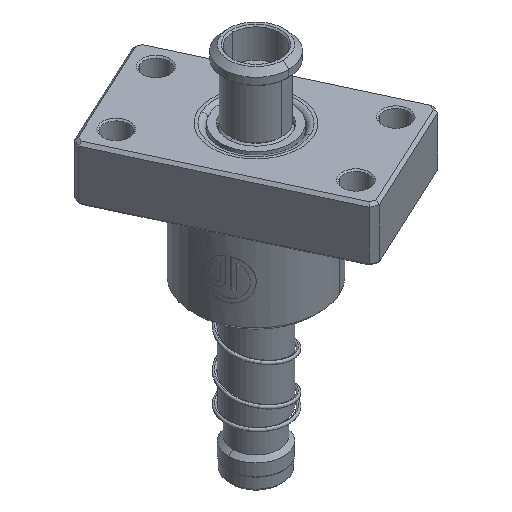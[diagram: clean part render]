
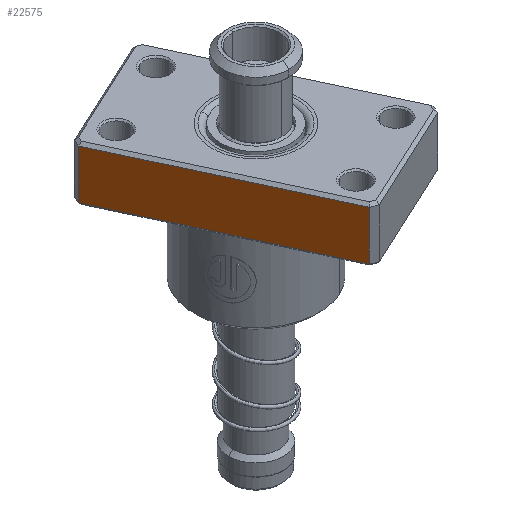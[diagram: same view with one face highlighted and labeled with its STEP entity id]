
A CAD part, isometric view. The second image highlights one B-rep face of the part: STEP entity #22575.
In plain terms, the highlighted face is planar.
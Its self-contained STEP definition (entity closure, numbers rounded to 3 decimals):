
#3257 = CARTESIAN_POINT ( 'NONE',  ( 40., 24., 1. ) ) ;
#3549 = AXIS2_PLACEMENT_3D ( 'NONE', #4865, #20964, #11396 ) ;
#3712 = EDGE_CURVE ( 'NONE', #28065, #28157, #12392, .T. ) ;
#4831 = VECTOR ( 'NONE', #16446, 1000. ) ;
#4865 = CARTESIAN_POINT ( 'NONE',  ( -40., 24., 20. ) ) ;
#7726 = PLANE ( 'NONE',  #3549 ) ;
#7812 = DIRECTION ( 'NONE',  ( -1., 0., 0. ) ) ;
#8022 = ORIENTED_EDGE ( 'NONE', *, *, #3712, .T. ) ;
#8538 = FACE_OUTER_BOUND ( 'NONE', #37696, .T. ) ;
#10881 = CARTESIAN_POINT ( 'NONE',  ( -40., 24., 1. ) ) ;
#11101 = ORIENTED_EDGE ( 'NONE', *, *, #21806, .T. ) ;
#11396 = DIRECTION ( 'NONE',  ( 0., 0., -1. ) ) ;
#12392 = LINE ( 'NONE', #31319, #13409 ) ;
#13409 = VECTOR ( 'NONE', #37043, 1000. ) ;
#13478 = ORIENTED_EDGE ( 'NONE', *, *, #39582, .T. ) ;
#13584 = LINE ( 'NONE', #16043, #4831 ) ;
#15529 = LINE ( 'NONE', #31194, #38489 ) ;
#16043 = CARTESIAN_POINT ( 'NONE',  ( 40., 24., 19. ) ) ;
#16446 = DIRECTION ( 'NONE',  ( 1., 0., 0. ) ) ;
#20559 = CARTESIAN_POINT ( 'NONE',  ( -40., 24., 19. ) ) ;
#20817 = CARTESIAN_POINT ( 'NONE',  ( 40., 24., 19. ) ) ;
#20964 = DIRECTION ( 'NONE',  ( 0., -1., 0. ) ) ;
#21438 = DIRECTION ( 'NONE',  ( 0., 0., -1. ) ) ;
#21806 = EDGE_CURVE ( 'NONE', #31956, #28065, #13584, .T. ) ;
#22575 = ADVANCED_FACE ( 'NONE', ( #8538 ), #7726, .F. ) ;
#26353 = LINE ( 'NONE', #10881, #40028 ) ;
#28065 = VERTEX_POINT ( 'NONE', #20817 ) ;
#28157 = VERTEX_POINT ( 'NONE', #3257 ) ;
#30384 = EDGE_CURVE ( 'NONE', #31956, #36631, #15529, .T. ) ;
#31194 = CARTESIAN_POINT ( 'NONE',  ( -40., 24., 20. ) ) ;
#31319 = CARTESIAN_POINT ( 'NONE',  ( 40., 24., 20. ) ) ;
#31500 = ORIENTED_EDGE ( 'NONE', *, *, #30384, .F. ) ;
#31956 = VERTEX_POINT ( 'NONE', #20559 ) ;
#36631 = VERTEX_POINT ( 'NONE', #37995 ) ;
#37043 = DIRECTION ( 'NONE',  ( 0., 0., -1. ) ) ;
#37696 = EDGE_LOOP ( 'NONE', ( #8022, #13478, #31500, #11101 ) ) ;
#37995 = CARTESIAN_POINT ( 'NONE',  ( -40., 24., 1. ) ) ;
#38489 = VECTOR ( 'NONE', #21438, 1000. ) ;
#39582 = EDGE_CURVE ( 'NONE', #28157, #36631, #26353, .T. ) ;
#40028 = VECTOR ( 'NONE', #7812, 1000. ) ;
